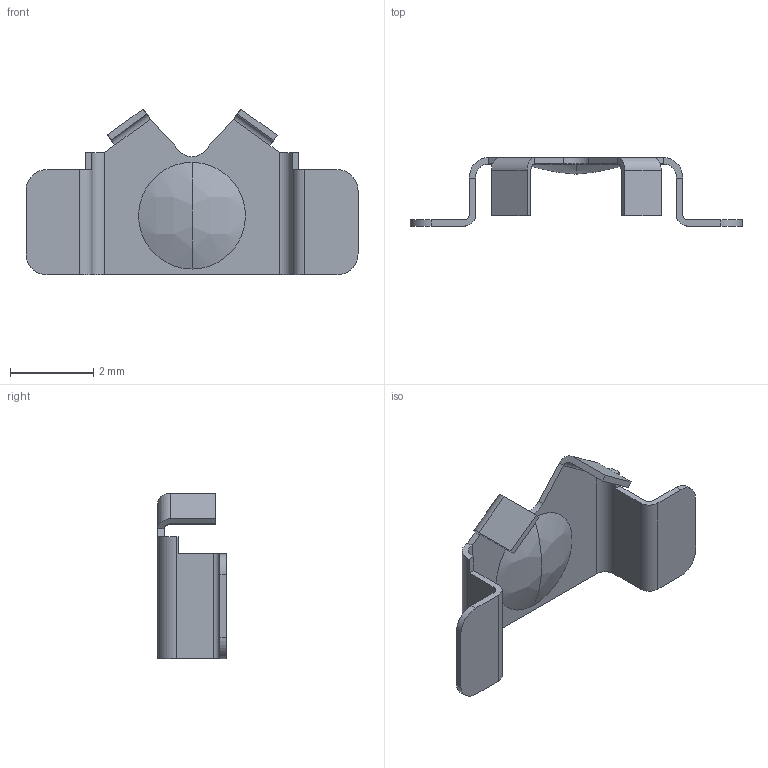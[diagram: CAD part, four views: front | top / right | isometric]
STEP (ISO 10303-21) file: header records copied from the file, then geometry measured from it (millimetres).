
FILE_DESCRIPTION (( 'STEP AP214' ), '1' );
FILE_NAME ('2994TR.STEP', '2013-07-19T15:00:17', ( '' ), ( '' ), 'SwSTEP 2.0', 'SolidWorks 2013', '' );
FILE_SCHEMA (( 'AUTOMOTIVE_DESIGN' ));
Length unit declared in the file: inch
Products named in the file (1): 2994TR
Bounding box: 8 x 1.65 x 4 mm (x, y, z)
Volume: 5.1 mm3; surface area: 72 mm2
Topology: 1 solids, 1 shells, 69 faces, 182 edges, 117 vertices
Faces by surface type: plane 39, cylinder 20, bspline 10
Entity records: 3225 total; most frequent: CARTESIAN_POINT 600, ORIENTED_EDGE 364, DIRECTION 340, EDGE_CURVE 182, VERTEX_POINT 117, VECTOR 114, LINE 114, AXIS2_PLACEMENT_3D 113
